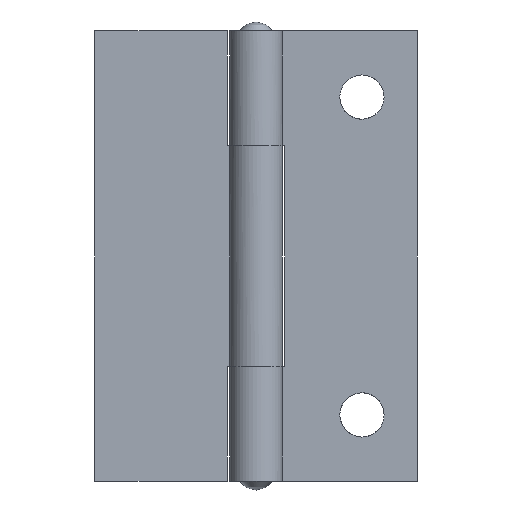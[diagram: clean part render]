
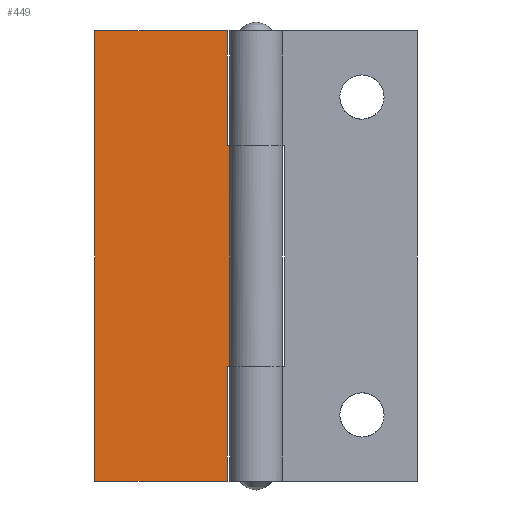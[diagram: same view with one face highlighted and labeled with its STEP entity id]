
A CAD part, front view. The second image highlights one B-rep face of the part: STEP entity #449.
In plain terms, the highlighted free-form (B-spline) face has degree [1, 1] with [2, 2] control points.
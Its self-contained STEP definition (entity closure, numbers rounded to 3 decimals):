
#74=CARTESIAN_POINT('',(-3.25,1.7,13.0));
#75=VERTEX_POINT('',#74);
#152=CARTESIAN_POINT('',(0.,1.7,13.0));
#153=VERTEX_POINT('',#152);
#172=CARTESIAN_POINT('',(-3.25,1.7,13.0));
#173=CARTESIAN_POINT('',(0.,1.7,13.0));
#174=QUASI_UNIFORM_CURVE('',1,(#172,#173),.UNSPECIFIED.,.F.,.U.);
#175=EDGE_CURVE('',#75,#153,#174,.T.);
#185=CARTESIAN_POINT('',(-3.25,1.7,0.0));
#186=VERTEX_POINT('',#185);
#194=CARTESIAN_POINT('',(-3.25,1.7,0.0));
#195=CARTESIAN_POINT('',(-3.25,1.7,13.0));
#196=QUASI_UNIFORM_CURVE('',1,(#194,#195),.UNSPECIFIED.,.F.,.U.);
#197=EDGE_CURVE('',#186,#75,#196,.T.);
#207=CARTESIAN_POINT('',(0.,1.7,38.));
#208=VERTEX_POINT('',#207);
#298=CARTESIAN_POINT('',(-3.25,1.7,38.));
#299=VERTEX_POINT('',#298);
#305=CARTESIAN_POINT('',(0.,1.7,38.));
#306=CARTESIAN_POINT('',(-3.25,1.7,38.));
#307=QUASI_UNIFORM_CURVE('',1,(#305,#306),.UNSPECIFIED.,.F.,.U.);
#308=EDGE_CURVE('',#208,#299,#307,.T.);
#320=CARTESIAN_POINT('',(-3.25,1.7,51.));
#321=VERTEX_POINT('',#320);
#327=CARTESIAN_POINT('',(-3.25,1.7,38.));
#328=CARTESIAN_POINT('',(-3.25,1.7,51.));
#329=QUASI_UNIFORM_CURVE('',1,(#327,#328),.UNSPECIFIED.,.F.,.U.);
#330=EDGE_CURVE('',#299,#321,#329,.T.);
#340=CARTESIAN_POINT('',(-18.25,1.7,0.0));
#341=VERTEX_POINT('',#340);
#347=CARTESIAN_POINT('',(-18.25,1.7,51.));
#348=VERTEX_POINT('',#347);
#349=CARTESIAN_POINT('',(-18.25,1.7,51.));
#350=CARTESIAN_POINT('',(-18.25,1.7,0.0));
#351=QUASI_UNIFORM_CURVE('',1,(#349,#350),.UNSPECIFIED.,.F.,.U.);
#352=EDGE_CURVE('',#348,#341,#351,.T.);
#371=CARTESIAN_POINT('',(-3.25,1.7,51.));
#372=CARTESIAN_POINT('',(-18.25,1.7,51.));
#373=QUASI_UNIFORM_CURVE('',1,(#371,#372),.UNSPECIFIED.,.F.,.U.);
#374=EDGE_CURVE('',#321,#348,#373,.T.);
#386=CARTESIAN_POINT('',(-3.25,1.7,0.0));
#387=CARTESIAN_POINT('',(-18.25,1.7,0.0));
#388=QUASI_UNIFORM_CURVE('',1,(#386,#387),.UNSPECIFIED.,.F.,.U.);
#389=EDGE_CURVE('',#186,#341,#388,.T.);
#430=CARTESIAN_POINT('',(-19.162,1.7,53.547));
#431=CARTESIAN_POINT('',(-19.162,1.7,-2.547));
#432=CARTESIAN_POINT('',(0.912,1.7,53.547));
#433=CARTESIAN_POINT('',(0.912,1.7,-2.547));
#434=B_SPLINE_SURFACE_WITH_KNOTS('',1,1,((#430,#432),(#431,#433)),.UNSPECIFIED.,.F.,.F.,.U.,(2,2),(2,2),(0.0,56.095),(0.0,20.073),.UNSPECIFIED.);
#435=ORIENTED_EDGE('',*,*,#389,.F.);
#436=ORIENTED_EDGE('',*,*,#197,.T.);
#437=ORIENTED_EDGE('',*,*,#175,.T.);
#438=CARTESIAN_POINT('',(0.,1.7,38.));
#439=CARTESIAN_POINT('',(0.,1.7,13.0));
#440=QUASI_UNIFORM_CURVE('',1,(#438,#439),.UNSPECIFIED.,.F.,.U.);
#441=EDGE_CURVE('',#208,#153,#440,.T.);
#442=ORIENTED_EDGE('',*,*,#441,.F.);
#443=ORIENTED_EDGE('',*,*,#308,.T.);
#444=ORIENTED_EDGE('',*,*,#330,.T.);
#445=ORIENTED_EDGE('',*,*,#374,.T.);
#446=ORIENTED_EDGE('',*,*,#352,.T.);
#447=EDGE_LOOP('',(#435,#436,#437,#442,#443,#444,#445,#446));
#448=FACE_OUTER_BOUND('',#447,.T.);
#449=ADVANCED_FACE('',(#448),#434,.T.);
